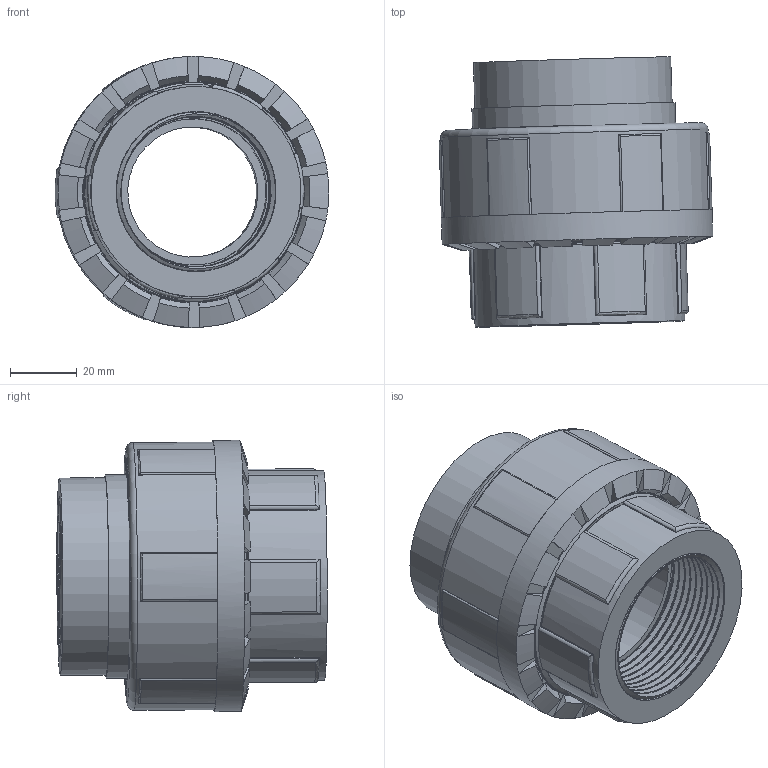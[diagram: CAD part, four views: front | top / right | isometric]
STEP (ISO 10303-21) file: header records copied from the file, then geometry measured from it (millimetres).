
FILE_DESCRIPTION(/* description */ (''),/* implementation_level */ '2;1');
FILE_NAME(/* name */ 'UN810500.iam.stp',/* time_stamp */ '2017-01-25T10:46:18+01:00',/* author */ ('Eugenio'),/* organization */ (''),/* preprocessor_version */ 'ST-DEVELOPER v16.5',/* originating_system */ 'Autodesk Inventor 2017',/* authorisation */ '');
FILE_SCHEMA (('AUTOMOTIVE_DESIGN { 1 0 10303 214 3 1 1 }'));
Length unit declared in the file: millimetre
Products named in the file (5): UN810500; LAV6187E; UB810500; UE810500; NU830500
Assembly tree (4 placements, depth 2):
  UN810500
    LAV6187E
    UB810500
    UE810500
    NU830500
Bounding box: 81.8 x 80.81 x 81.03 mm (x, y, z)
Volume: 187173.7 mm3; surface area: 103842.5 mm2
Topology: 8 solids, 8 shells, 440 faces, 1147 edges, 752 vertices
Faces by surface type: plane 261, bspline 69, cylinder 60, cone 36, torus 14
Full cylindrical faces by diameter (mm): 38.93 x1, 42.5 x1, 43.8 x1, 46.99 x1, 47.8 x4, 57.65 x1, 59 x1, 60.75 x1, 62 x1, 62.5 x1, 62.696 x2, 62.856 x1, 65.71 x2, 80 x1, 81 x1
Entity records: 32884 total; most frequent: CARTESIAN_POINT 22063, ORIENTED_EDGE 2246, DIRECTION 1915, EDGE_CURVE 1123, VERTEX_POINT 749, LINE 711, VECTOR 711, AXIS2_PLACEMENT_3D 602
